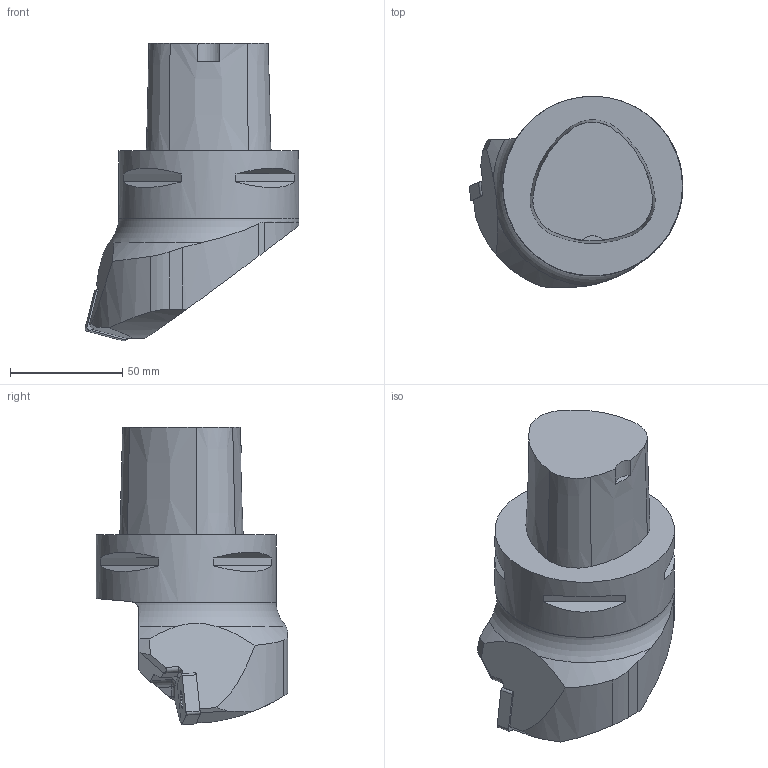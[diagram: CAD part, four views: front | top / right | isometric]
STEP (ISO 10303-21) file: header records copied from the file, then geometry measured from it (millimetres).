
FILE_DESCRIPTION(/* description */ (''),/* implementation_level */ '2;1');
FILE_NAME(/* name */ '1543902090648.stp',/* time_stamp */ '2018-12-04T11:11:52+06:00',/* author */ (''),/* organization */ ('SMS'),/* preprocessor_version */ 'ST-DEVELOPER v15',/* originating_system */ 'SIEMENS PLM Software NX 8.5',/* authorisation */ '');
FILE_SCHEMA (('AUTOMOTIVE_DESIGN { 1 0 10303 214 3 1 1 1 }'));
Length unit declared in the file: millimetre
Products named in the file (4): IsoTurningInsert; ASSEMBLY_CONSTRUCTION; 201880162mod000_01; 201880160mod000_01
Assembly tree (3 placements, depth 2):
  201880160mod000_01
    201880162mod000_01
    ASSEMBLY_CONSTRUCTION
    IsoTurningInsert
Bounding box: 95.14 x 85.2 x 132.56 mm (x, y, z)
Volume: 409213.2 mm3; surface area: 36872.7 mm2
Topology: 2 solids, 2 shells, 83 faces, 214 edges, 147 vertices
Faces by surface type: plane 43, cylinder 25, cone 8, torus 6, bspline 1
Full cylindrical faces by diameter (mm): 7.925 x2, 80 x1
Entity records: 2851 total; most frequent: CARTESIAN_POINT 662, DIRECTION 442, ORIENTED_EDGE 416, EDGE_CURVE 208, AXIS2_PLACEMENT_3D 173, VERTEX_POINT 138, LINE 96, VECTOR 96
